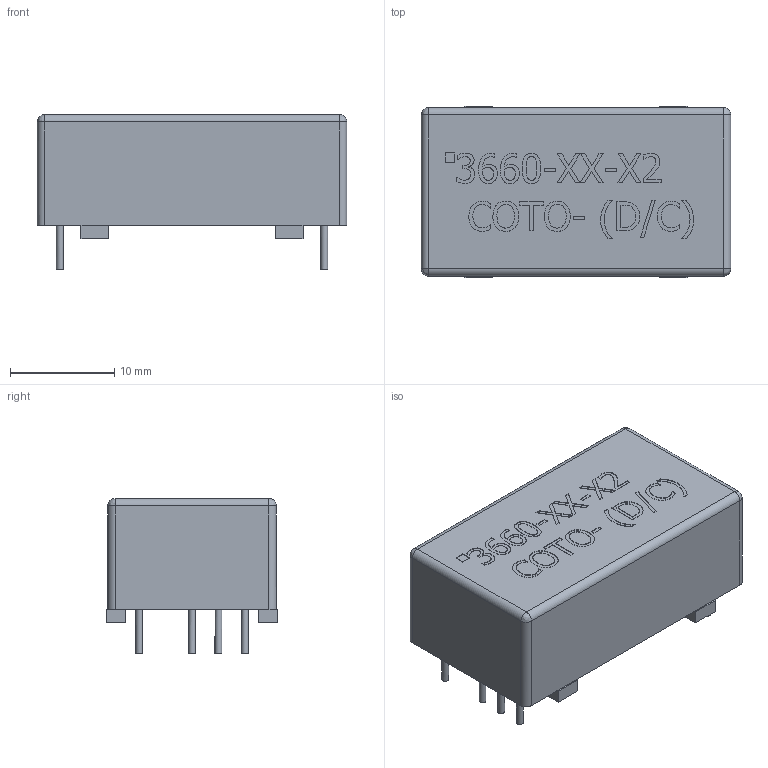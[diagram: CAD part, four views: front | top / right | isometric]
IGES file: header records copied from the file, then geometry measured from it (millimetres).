
Global section: file name: No Iges File Name specified; native system: Autodesk Inventor 2013; preprocessor: AutoDesk Inventor Iges Exporter R2013; author: odafonseca; date: 20130612.083309; units: inch
Bounding box: 29.74 x 16.51 x 14.88 mm (x, y, z)
Volume: 5155.2 mm3; surface area: 4727.7 mm2
Topology: 2 solids, 2 shells, 384 faces, 1000 edges, 648 vertices
Faces by surface type: bspline 384
